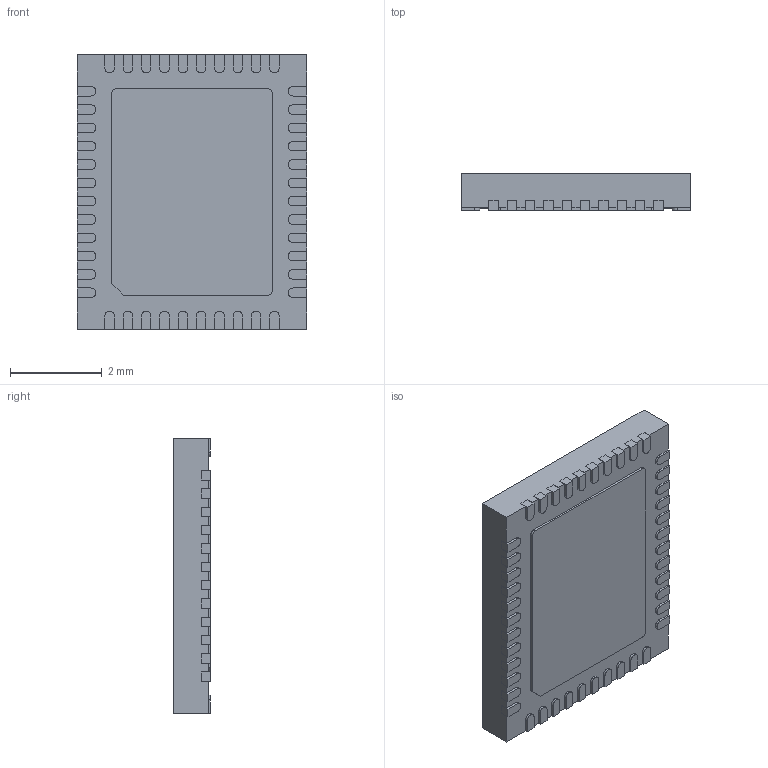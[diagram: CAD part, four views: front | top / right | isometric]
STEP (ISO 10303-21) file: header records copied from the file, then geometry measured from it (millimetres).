
FILE_DESCRIPTION (( 'STEP AP214' ), '1' );
FILE_NAME ('STPMIC1APQR.STEP', '2024-01-18T16:16:30', ( 'LENOVO' ), ( '' ), 'SwSTEP 2.0', 'SolidWorks 2021', '' );
FILE_SCHEMA (( 'AUTOMOTIVE_DESIGN' ));
Length unit declared in the file: millimetre
Products named in the file (1): STPMIC1APQR
Bounding box: 5 x 0.8 x 6 mm (x, y, z)
Volume: 23.5 mm3; surface area: 135.6 mm2
Topology: 47 solids, 47 shells, 492 faces, 1188 edges, 792 vertices
Faces by surface type: plane 374, cylinder 118
Entity records: 14716 total; most frequent: CARTESIAN_POINT 2473, DIRECTION 2410, ORIENTED_EDGE 2376, EDGE_CURVE 1188, VECTOR 952, LINE 952, VERTEX_POINT 792, AXIS2_PLACEMENT_3D 729
